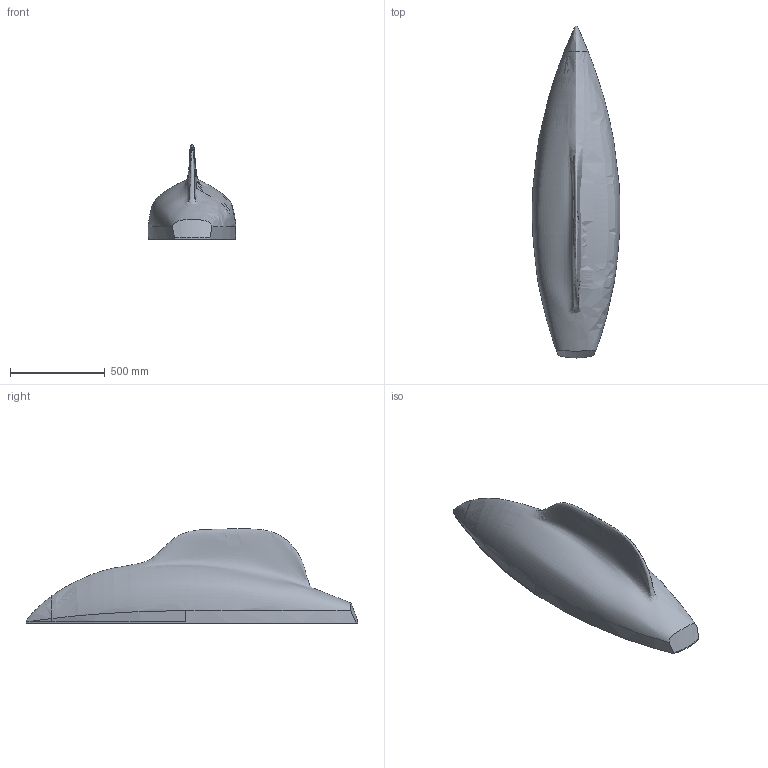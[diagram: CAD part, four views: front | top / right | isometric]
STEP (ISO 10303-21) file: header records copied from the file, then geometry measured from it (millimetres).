
FILE_DESCRIPTION (( 'STEP AP214' ), '1' );
FILE_NAME ('hull_sim.STEP', '2022-11-07T23:49:24', ( '' ), ( '' ), 'SwSTEP 2.0', 'SolidWorks 2021', '' );
FILE_SCHEMA (( 'AUTOMOTIVE_DESIGN' ));
Length unit declared in the file: millimetre
Products named in the file (1): hull_sim
Bounding box: 463.12 x 1754.86 x 498.54 mm (x, y, z)
Volume: 130458387.6 mm3; surface area: 2047114 mm2
Topology: 1 solids, 1 shells, 22 faces, 61 edges, 41 vertices
Faces by surface type: bspline 20, plane 1, cylinder 1
Entity records: 25710 total; most frequent: CARTESIAN_POINT 25258, ORIENTED_EDGE 122, EDGE_CURVE 61, VERTEX_POINT 41, B_SPLINE_CURVE_WITH_KNOTS 38, DIRECTION 25, ADVANCED_FACE 22, EDGE_LOOP 22
